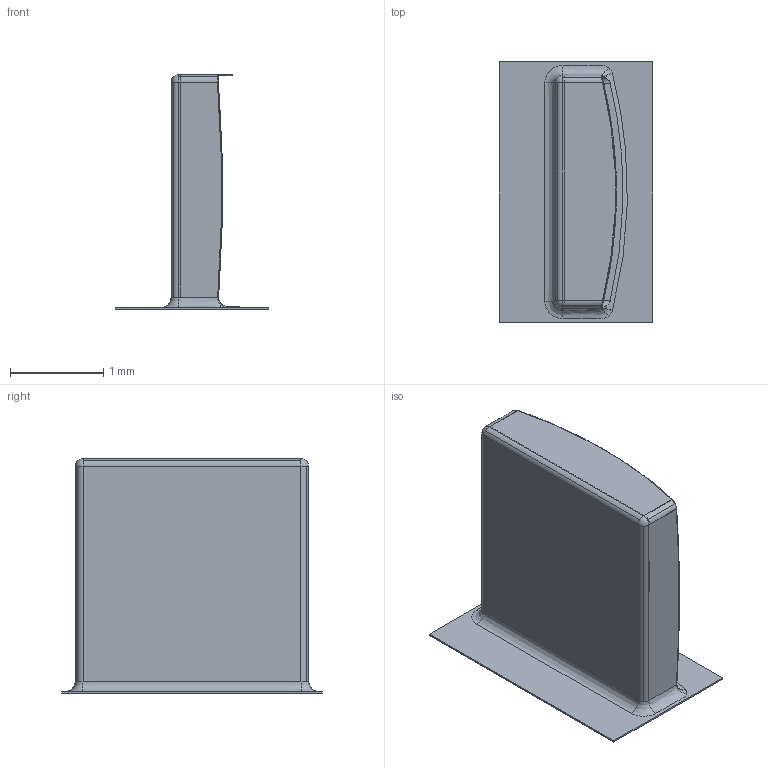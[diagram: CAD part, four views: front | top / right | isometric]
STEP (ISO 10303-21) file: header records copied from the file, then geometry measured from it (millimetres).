
FILE_DESCRIPTION (( 'STEP AP203' ), '1' );
FILE_NAME ('Pin1 (2).step.STEP', '2024-10-28T17:09:10', ( '' ), ( '' ), 'SwSTEP 2.0', 'SolidWorks 2023', '' );
FILE_SCHEMA (( 'CONFIG_CONTROL_DESIGN' ));
Length unit declared in the file: millimetre
Products named in the file (1): Pin1 (2).step
Bounding box: 1.65 x 2.8 x 2.52 mm (x, y, z)
Volume: 0.8 mm3; surface area: 28.7 mm2
Topology: 1 solids, 1 shells, 47 faces, 121 edges, 75 vertices
Faces by surface type: bspline 16, plane 15, cylinder 14, sphere 2
Entity records: 2333 total; most frequent: CARTESIAN_POINT 1269, ORIENTED_EDGE 238, DIRECTION 169, EDGE_CURVE 119, VERTEX_POINT 75, AXIS2_PLACEMENT_3D 62, EDGE_LOOP 48, ADVANCED_FACE 47
